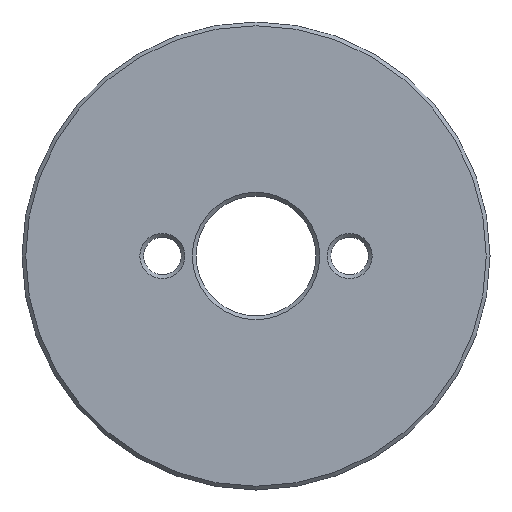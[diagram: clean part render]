
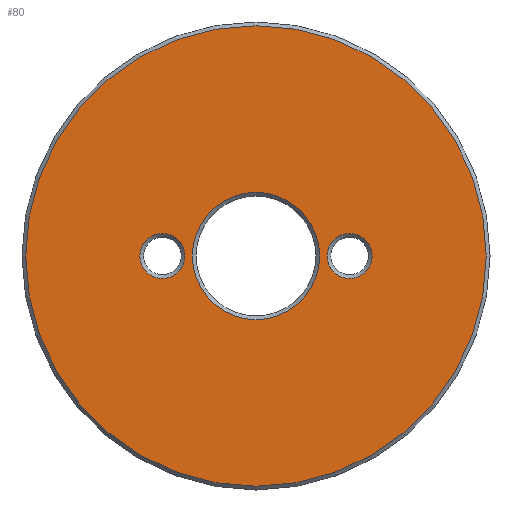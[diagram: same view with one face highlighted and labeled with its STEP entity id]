
A CAD part, front view. The second image highlights one B-rep face of the part: STEP entity #80.
In plain terms, the highlighted planar face has unit normal (0, -1, 0).
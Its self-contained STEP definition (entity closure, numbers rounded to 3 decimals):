
#12 = EDGE_CURVE ( 'NONE', #17, #17, #51, .T. ) ;
#17 = VERTEX_POINT ( 'NONE', #239 ) ;
#43 = FACE_BOUND ( 'NONE', #140, .T. ) ;
#44 = VERTEX_POINT ( 'NONE', #197 ) ;
#50 = CIRCLE ( 'NONE', #324, 3.4 ) ;
#51 = CIRCLE ( 'NONE', #376, 1.205 ) ;
#63 = DIRECTION ( 'NONE',  ( 0., 1., 0. ) ) ;
#66 = CIRCLE ( 'NONE', #116, 1.205 ) ;
#77 = ORIENTED_EDGE ( 'NONE', *, *, #95, .T. ) ;
#80 = ADVANCED_FACE ( 'NONE', ( #319, #43, #383, #170 ), #241, .F. ) ;
#84 = DIRECTION ( 'NONE',  ( 0., 0., 1. ) ) ;
#95 = EDGE_CURVE ( 'NONE', #304, #304, #66, .T. ) ;
#116 = AXIS2_PLACEMENT_3D ( 'NONE', #216, #208, #84 ) ;
#133 = EDGE_LOOP ( 'NONE', ( #221 ) ) ;
#140 = EDGE_LOOP ( 'NONE', ( #77 ) ) ;
#145 = DIRECTION ( 'NONE',  ( 0., 1., 0. ) ) ;
#148 = CARTESIAN_POINT ( 'NONE',  ( -5., 0., 0. ) ) ;
#149 = CARTESIAN_POINT ( 'NONE',  ( 0., 0., 3.4 ) ) ;
#152 = CARTESIAN_POINT ( 'NONE',  ( 5., 0., 1.205 ) ) ;
#156 = VERTEX_POINT ( 'NONE', #149 ) ;
#161 = CIRCLE ( 'NONE', #374, 12.3 ) ;
#170 = FACE_OUTER_BOUND ( 'NONE', #329, .T. ) ;
#177 = EDGE_LOOP ( 'NONE', ( #224 ) ) ;
#178 = CARTESIAN_POINT ( 'NONE',  ( 0., 0., 0. ) ) ;
#188 = DIRECTION ( 'NONE',  ( 0., 0., 1. ) ) ;
#197 = CARTESIAN_POINT ( 'NONE',  ( 0., 0., 12.3 ) ) ;
#204 = ORIENTED_EDGE ( 'NONE', *, *, #391, .T. ) ;
#208 = DIRECTION ( 'NONE',  ( 0., 1., 0. ) ) ;
#213 = AXIS2_PLACEMENT_3D ( 'NONE', #393, #63, #188 ) ;
#216 = CARTESIAN_POINT ( 'NONE',  ( 5., 0., 0. ) ) ;
#221 = ORIENTED_EDGE ( 'NONE', *, *, #12, .T. ) ;
#224 = ORIENTED_EDGE ( 'NONE', *, *, #378, .T. ) ;
#225 = DIRECTION ( 'NONE',  ( 0., 1., 0. ) ) ;
#233 = DIRECTION ( 'NONE',  ( 0., 0., 1. ) ) ;
#239 = CARTESIAN_POINT ( 'NONE',  ( -5., 0., 1.205 ) ) ;
#241 = PLANE ( 'NONE',  #213 ) ;
#261 = DIRECTION ( 'NONE',  ( 0., 0., 1. ) ) ;
#262 = CARTESIAN_POINT ( 'NONE',  ( 0., 0., 0. ) ) ;
#302 = DIRECTION ( 'NONE',  ( 0., -1., 0. ) ) ;
#304 = VERTEX_POINT ( 'NONE', #152 ) ;
#319 = FACE_BOUND ( 'NONE', #133, .T. ) ;
#324 = AXIS2_PLACEMENT_3D ( 'NONE', #178, #145, #389 ) ;
#329 = EDGE_LOOP ( 'NONE', ( #204 ) ) ;
#374 = AXIS2_PLACEMENT_3D ( 'NONE', #262, #302, #233 ) ;
#376 = AXIS2_PLACEMENT_3D ( 'NONE', #148, #225, #261 ) ;
#378 = EDGE_CURVE ( 'NONE', #156, #156, #50, .T. ) ;
#383 = FACE_BOUND ( 'NONE', #177, .T. ) ;
#389 = DIRECTION ( 'NONE',  ( 0., 0., 1. ) ) ;
#391 = EDGE_CURVE ( 'NONE', #44, #44, #161, .T. ) ;
#393 = CARTESIAN_POINT ( 'NONE',  ( 0., 0., 0. ) ) ;
